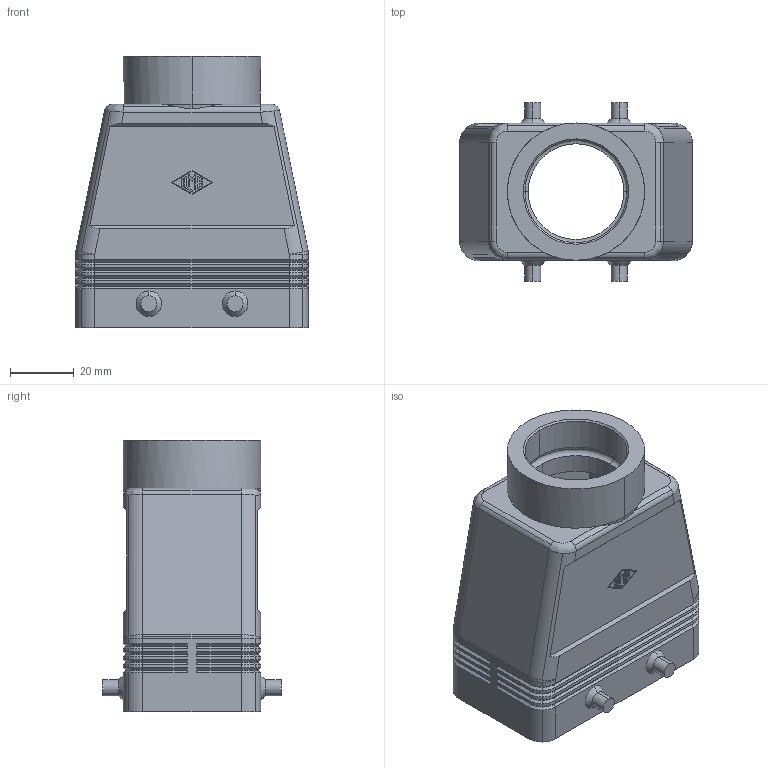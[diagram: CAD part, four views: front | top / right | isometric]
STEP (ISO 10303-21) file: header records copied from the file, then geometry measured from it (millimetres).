
FILE_DESCRIPTION((''),'2;1');
FILE_NAME('MMAV 03.32.stp','2006-12-21T13:31:41',('gembarski'),(''),'Autodesk Inventor 7','Autodesk Inventor 7','');
FILE_SCHEMA(('AUTOMOTIVE_DESIGN { 1 0 10303 214 1 1 1 1 }'));
Length unit declared in the file: millimetre
Products named in the file (1): CAO Tüllengehäuse 2 Bügel für einen Einsatz
Bounding box: 73 x 56 x 85 mm (x, y, z)
Volume: 62177.1 mm3; surface area: 36555.2 mm2
Topology: 1 solids, 1 shells, 415 faces, 985 edges, 584 vertices
Faces by surface type: plane 153, cylinder 108, cone 76, bspline 74, sphere 4
Entity records: 12652 total; most frequent: CARTESIAN_POINT 3181, DIRECTION 1989, ORIENTED_EDGE 1954, EDGE_CURVE 977, AXIS2_PLACEMENT_3D 682, VECTOR 625, LINE 625, VERTEX_POINT 584
